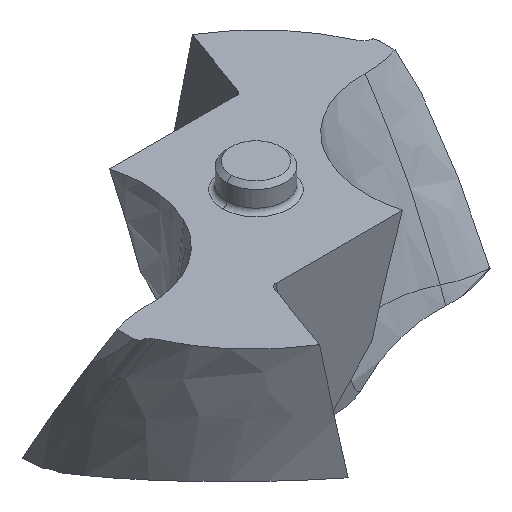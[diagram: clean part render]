
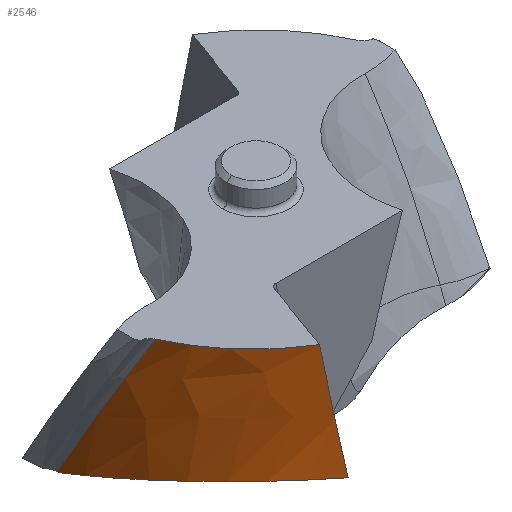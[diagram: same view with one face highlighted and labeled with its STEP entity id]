
A CAD part, isometric view. The second image highlights one B-rep face of the part: STEP entity #2546.
In plain terms, the highlighted free-form (B-spline) face has degree [3, 3] with [7, 5] control points.
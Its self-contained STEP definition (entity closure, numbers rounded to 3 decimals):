
#170=CARTESIAN_POINT('',(-3.498,-5.664,
0.));
#171=CARTESIAN_POINT('',(-3.982,-5.374,
0.));
#172=CARTESIAN_POINT('',(-5.044,-4.538,
0.));
#173=CARTESIAN_POINT('',(-5.81,-3.412,
0.));
#174=CARTESIAN_POINT('',(-6.127,-2.704,
0.));
#745=CARTESIAN_POINT('',(-6.7,0.077,
-5.021));
#767=CARTESIAN_POINT('',(-2.848,-5.988,
-4.094));
#768=CARTESIAN_POINT('',(-3.032,-5.903,
-4.06));
#769=CARTESIAN_POINT('',(-3.385,-5.719,
-4.003));
#770=CARTESIAN_POINT('',(-3.863,-5.416,
-3.946));
#771=CARTESIAN_POINT('',(-4.324,-5.068,
-3.913));
#772=CARTESIAN_POINT('',(-4.745,-4.689,
-3.907));
#773=CARTESIAN_POINT('',(-5.135,-4.271,
-3.926));
#774=CARTESIAN_POINT('',(-5.494,-3.812,
-3.974));
#775=CARTESIAN_POINT('',(-5.801,-3.34,
-4.045));
#776=CARTESIAN_POINT('',(-6.068,-2.842,
-4.141));
#777=CARTESIAN_POINT('',(-6.296,-2.303,
-4.266));
#778=CARTESIAN_POINT('',(-6.469,-1.772,
-4.409));
#779=CARTESIAN_POINT('',(-6.605,-1.174,
-4.591));
#780=CARTESIAN_POINT('',(-6.68,-0.622,
-4.778));
#781=CARTESIAN_POINT('',(-6.701,-0.21,
-4.93));
#782=CARTESIAN_POINT('',(-6.7,0.,
-5.011));
#784=CARTESIAN_POINT('',(-6.7,0.,
-5.011));
#785=CARTESIAN_POINT('',(-6.7,0.009,
-5.012));
#786=CARTESIAN_POINT('',(-6.7,0.026,
-5.014));
#787=CARTESIAN_POINT('',(-6.7,0.051,
-5.018));
#788=CARTESIAN_POINT('',(-6.7,0.069,
-5.02));
#789=CARTESIAN_POINT('',(-6.7,0.077,
-5.021));
#791=CARTESIAN_POINT('',(-6.7,0.077,
-5.021));
#792=CARTESIAN_POINT('',(-6.709,-0.465,
-4.037));
#793=CARTESIAN_POINT('',(-6.604,-1.408,
-2.363));
#794=CARTESIAN_POINT('',(-6.29,-2.332,
-0.69));
#795=CARTESIAN_POINT('',(-6.127,-2.704,
0.));
#797=CARTESIAN_POINT('',(-3.498,-5.664,
0.));
#798=CARTESIAN_POINT('',(-3.446,-5.68,
-0.309));
#799=CARTESIAN_POINT('',(-3.348,-5.713,
-0.896));
#800=CARTESIAN_POINT('',(-3.22,-5.762,
-1.676));
#801=CARTESIAN_POINT('',(-3.11,-5.813,
-2.361));
#802=CARTESIAN_POINT('',(-3.013,-5.867,
-2.979));
#803=CARTESIAN_POINT('',(-2.926,-5.925,
-3.553));
#804=CARTESIAN_POINT('',(-2.873,-5.966,
-3.917));
#805=CARTESIAN_POINT('',(-2.848,-5.988,
-4.094));
#968=CARTESIAN_POINT('',(-3.498,-5.664,
0.));
#969=VERTEX_POINT('',#968);
#970=VERTEX_POINT('',#174);
#1001=CARTESIAN_POINT('',(-6.7,0.,
-5.011));
#1002=VERTEX_POINT('',#1001);
#1003=VERTEX_POINT('',#767);
#1018=VERTEX_POINT('',#745);
#2502=CARTESIAN_POINT('',(-3.137,-5.915,
-5.072));
#2503=CARTESIAN_POINT('',(-2.732,-6.045,
-4.071));
#2504=CARTESIAN_POINT('',(-1.917,-6.287,
-2.364));
#2505=CARTESIAN_POINT('',(-0.885,-6.51,
-0.658));
#2506=CARTESIAN_POINT('',(-0.423,-6.593,
0.048));
#2507=CARTESIAN_POINT('',(-3.211,-5.876,
-5.072));
#2508=CARTESIAN_POINT('',(-2.808,-6.013,
-4.071));
#2509=CARTESIAN_POINT('',(-1.995,-6.267,
-2.364));
#2510=CARTESIAN_POINT('',(-0.966,-6.502,
-0.658));
#2511=CARTESIAN_POINT('',(-0.505,-6.589,
0.048));
#2512=CARTESIAN_POINT('',(-3.976,-5.453,
-5.072));
#2513=CARTESIAN_POINT('',(-3.591,-5.662,
-4.071));
#2514=CARTESIAN_POINT('',(-2.808,-6.038,
-2.364));
#2515=CARTESIAN_POINT('',(-1.81,-6.396,
-0.658));
#2516=CARTESIAN_POINT('',(-1.362,-6.533,
0.048));
#2517=CARTESIAN_POINT('',(-5.267,-4.363,
-5.072));
#2518=CARTESIAN_POINT('',(-4.943,-4.701,
-4.071));
#2519=CARTESIAN_POINT('',(-4.266,-5.298,
-2.364));
#2520=CARTESIAN_POINT('',(-3.373,-5.876,
-0.658));
#2521=CARTESIAN_POINT('',(-2.968,-6.105,
0.048));
#2522=CARTESIAN_POINT('',(-6.466,-2.248,
-5.072));
#2523=CARTESIAN_POINT('',(-6.29,-2.729,
-4.071));
#2524=CARTESIAN_POINT('',(-5.864,-3.572,
-2.364));
#2525=CARTESIAN_POINT('',(-5.223,-4.395,
-0.658));
#2526=CARTESIAN_POINT('',(-4.922,-4.725,
0.048));
#2527=CARTESIAN_POINT('',(-6.719,-0.637,
-5.072));
#2528=CARTESIAN_POINT('',(-6.67,-1.174,
-4.071));
#2529=CARTESIAN_POINT('',(-6.46,-2.111,
-2.364));
#2530=CARTESIAN_POINT('',(-6.035,-3.028,
-0.658));
#2531=CARTESIAN_POINT('',(-5.823,-3.397,
0.048));
#2532=CARTESIAN_POINT('',(-6.698,0.177,
-5.072));
#2533=CARTESIAN_POINT('',(-6.716,-0.376,
-4.071));
#2534=CARTESIAN_POINT('',(-6.62,-1.34,
-2.364));
#2535=CARTESIAN_POINT('',(-6.309,-2.284,
-0.658));
#2536=CARTESIAN_POINT('',(-6.145,-2.665,
0.048));
#2537=B_SPLINE_SURFACE_WITH_KNOTS('',3,3,((#2502,#2503,#2504,#2505,#2506),
(#2507,#2508,#2509,#2510,#2511),(#2512,#2513,#2514,#2515,#2516),(#2517,#2518,
#2519,#2520,#2521),(#2522,#2523,#2524,#2525,#2526),(#2527,#2528,#2529,#2530,
#2531),(#2532,#2533,#2534,#2535,#2536)),.UNSPECIFIED.,.F.,.F.,.F.,(4,1,1,1,4),
(4,1,4),(0.224,0.25,0.5,0.75,1.008),(
0.067,3.534,5.978),.UNSPECIFIED.);
#2538=ORIENTED_EDGE('',*,*,#1712,.T.);
#2539=ORIENTED_EDGE('',*,*,#1756,.T.);
#2540=ORIENTED_EDGE('',*,*,#2490,.T.);
#2541=ORIENTED_EDGE('',*,*,#1307,.F.);
#2543=ORIENTED_EDGE('',*,*,#2542,.T.);
#2544=EDGE_LOOP('',(#2538,#2539,#2540,#2541,#2543));
#2545=FACE_OUTER_BOUND('',#2544,.F.);
#175=B_SPLINE_CURVE_WITH_KNOTS('',3,(#170,#171,#172,#173,#174),.UNSPECIFIED.,
.F.,.F.,(4,1,4),(0.,0.421,1.),.UNSPECIFIED.);
#783=B_SPLINE_CURVE_WITH_KNOTS('',3,(#767,#768,#769,#770,#771,#772,#773,#774,
#775,#776,#777,#778,#779,#780,#781,#782),.UNSPECIFIED.,.F.,.F.,(4,1,1,1,1,1,1,1,
1,1,1,1,1,4),(0.,0.077,0.154,0.231,
0.308,0.385,0.462,0.538,
0.615,0.692,0.769,0.846,
0.923,1.),.UNSPECIFIED.);
#790=B_SPLINE_CURVE_WITH_KNOTS('',3,(#784,#785,#786,#787,#788,#789),
.UNSPECIFIED.,.F.,.F.,(4,1,1,4),(0.,0.333,0.667,1.),
.UNSPECIFIED.);
#796=B_SPLINE_CURVE_WITH_KNOTS('',3,(#791,#792,#793,#794,#795),.UNSPECIFIED.,
.F.,.F.,(4,1,4),(0.,0.588,1.),.UNSPECIFIED.);
#806=B_SPLINE_CURVE_WITH_KNOTS('',3,(#797,#798,#799,#800,#801,#802,#803,#804,
#805),.UNSPECIFIED.,.F.,.F.,(4,1,1,1,1,1,4),(0.,0.167,
0.333,0.5,0.667,0.833,1.),
.UNSPECIFIED.);
#1307=EDGE_CURVE('',#969,#970,#175,.T.);
#1712=EDGE_CURVE('',#1003,#1002,#783,.T.);
#1756=EDGE_CURVE('',#1002,#1018,#790,.T.);
#2490=EDGE_CURVE('',#1018,#970,#796,.T.);
#2542=EDGE_CURVE('',#969,#1003,#806,.T.);
#2546=ADVANCED_FACE('',(#2545),#2537,.F.);
